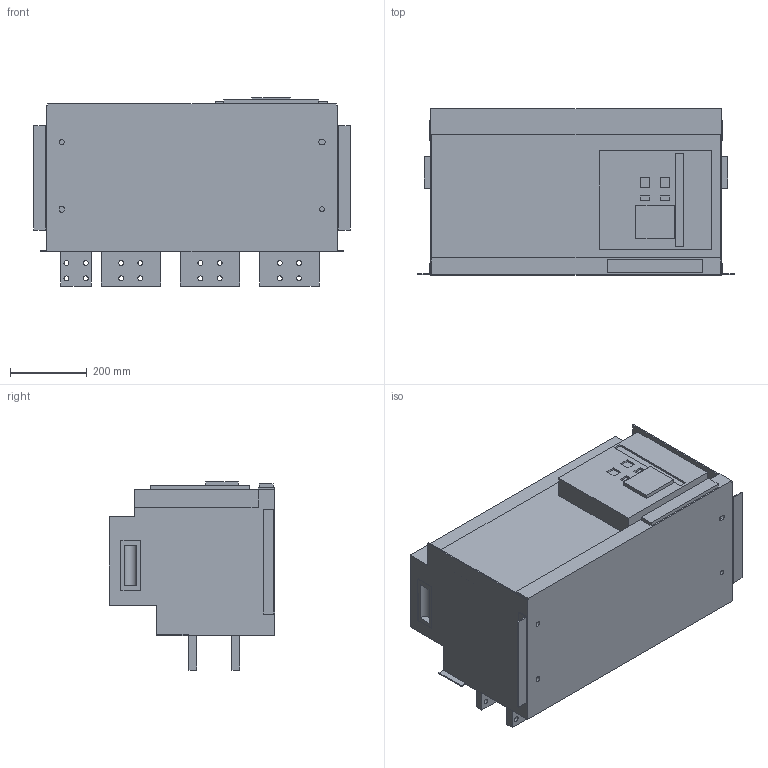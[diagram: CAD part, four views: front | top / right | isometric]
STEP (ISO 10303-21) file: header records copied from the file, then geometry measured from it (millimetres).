
FILE_DESCRIPTION(/* description */ (''),/* implementation_level */ '2;1');
FILE_NAME(/* name */ '4000 4P.stp',/* time_stamp */ '2024-04-18T13:19:49+08:00',/* author */ (''),/* organization */ (''),/* preprocessor_version */ 'ST-DEVELOPER v16',/* originating_system */ 'SIEMENS PLM Software NX 10.0',/* authorisation */ '');
FILE_SCHEMA (('CONFIG_CONTROL_DESIGN'));
Length unit declared in the file: millimetre
Products named in the file (1): 4000 4P
Bounding box: 825 x 432 x 490 mm (x, y, z)
Volume: 108634972.4 mm3; surface area: 1941869.8 mm2
Topology: 1 solids, 1 shells, 186 faces, 504 edges, 346 vertices
Faces by surface type: plane 144, cylinder 42
Full cylindrical faces by diameter (mm): 13 x34
Entity records: 5606 total; most frequent: CARTESIAN_POINT 939, DIRECTION 896, ORIENTED_EDGE 876, EDGE_CURVE 438, LINE 354, VECTOR 354, VERTEX_POINT 314, EDGE_LOOP 310
